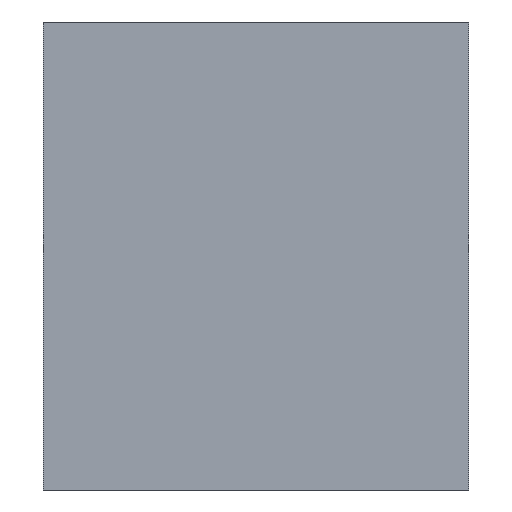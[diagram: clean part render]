
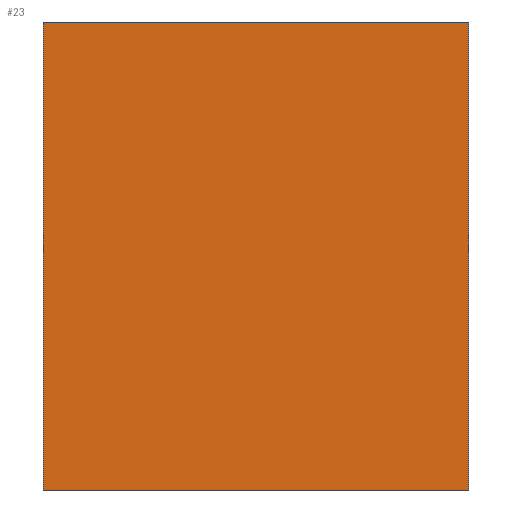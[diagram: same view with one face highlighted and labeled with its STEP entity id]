
A CAD part, front view. The second image highlights one B-rep face of the part: STEP entity #23.
In plain terms, the highlighted planar face has unit normal (0, -1, 0).
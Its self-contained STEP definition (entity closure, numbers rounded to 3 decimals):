
#3 = VERTEX_POINT ( 'NONE', #253 ) ;
#6 = VECTOR ( 'NONE', #7, 1000. ) ;
#7 = DIRECTION ( 'NONE',  ( 0., 0., -1. ) ) ;
#8 = EDGE_LOOP ( 'NONE', ( #72, #277, #236, #124 ) ) ;
#22 = CARTESIAN_POINT ( 'NONE',  ( 20.9, 0., 0. ) ) ;
#23 = ADVANCED_FACE ( 'NONE', ( #213 ), #185, .F. ) ;
#26 = DIRECTION ( 'NONE',  ( 0., 0., -1. ) ) ;
#44 = LINE ( 'NONE', #174, #6 ) ;
#54 = CARTESIAN_POINT ( 'NONE',  ( 0., 0., 23. ) ) ;
#56 = LINE ( 'NONE', #133, #108 ) ;
#57 = LINE ( 'NONE', #246, #167 ) ;
#66 = DIRECTION ( 'NONE',  ( 1., 0., 0. ) ) ;
#72 = ORIENTED_EDGE ( 'NONE', *, *, #76, .T. ) ;
#73 = EDGE_CURVE ( 'NONE', #3, #116, #44, .T. ) ;
#76 = EDGE_CURVE ( 'NONE', #116, #244, #57, .T. ) ;
#79 = DIRECTION ( 'NONE',  ( 0., 0., 1. ) ) ;
#104 = VERTEX_POINT ( 'NONE', #220 ) ;
#108 = VECTOR ( 'NONE', #26, 1000. ) ;
#116 = VERTEX_POINT ( 'NONE', #227 ) ;
#124 = ORIENTED_EDGE ( 'NONE', *, *, #73, .T. ) ;
#126 = AXIS2_PLACEMENT_3D ( 'NONE', #54, #209, #79 ) ;
#133 = CARTESIAN_POINT ( 'NONE',  ( 20.9, 0., 23. ) ) ;
#139 = DIRECTION ( 'NONE',  ( 1., 0., 0. ) ) ;
#167 = VECTOR ( 'NONE', #66, 1000. ) ;
#174 = CARTESIAN_POINT ( 'NONE',  ( 0., 0., 23. ) ) ;
#185 = PLANE ( 'NONE',  #126 ) ;
#186 = EDGE_CURVE ( 'NONE', #104, #244, #56, .T. ) ;
#204 = EDGE_CURVE ( 'NONE', #3, #104, #221, .T. ) ;
#209 = DIRECTION ( 'NONE',  ( 0., 1., 0. ) ) ;
#213 = FACE_OUTER_BOUND ( 'NONE', #8, .T. ) ;
#220 = CARTESIAN_POINT ( 'NONE',  ( 20.9, 0., 23. ) ) ;
#221 = LINE ( 'NONE', #229, #235 ) ;
#227 = CARTESIAN_POINT ( 'NONE',  ( 0., 0., 0. ) ) ;
#229 = CARTESIAN_POINT ( 'NONE',  ( 0., 0., 23. ) ) ;
#235 = VECTOR ( 'NONE', #139, 1000. ) ;
#236 = ORIENTED_EDGE ( 'NONE', *, *, #204, .F. ) ;
#244 = VERTEX_POINT ( 'NONE', #22 ) ;
#246 = CARTESIAN_POINT ( 'NONE',  ( 0., 0., 0. ) ) ;
#253 = CARTESIAN_POINT ( 'NONE',  ( 0., 0., 23. ) ) ;
#277 = ORIENTED_EDGE ( 'NONE', *, *, #186, .F. ) ;
